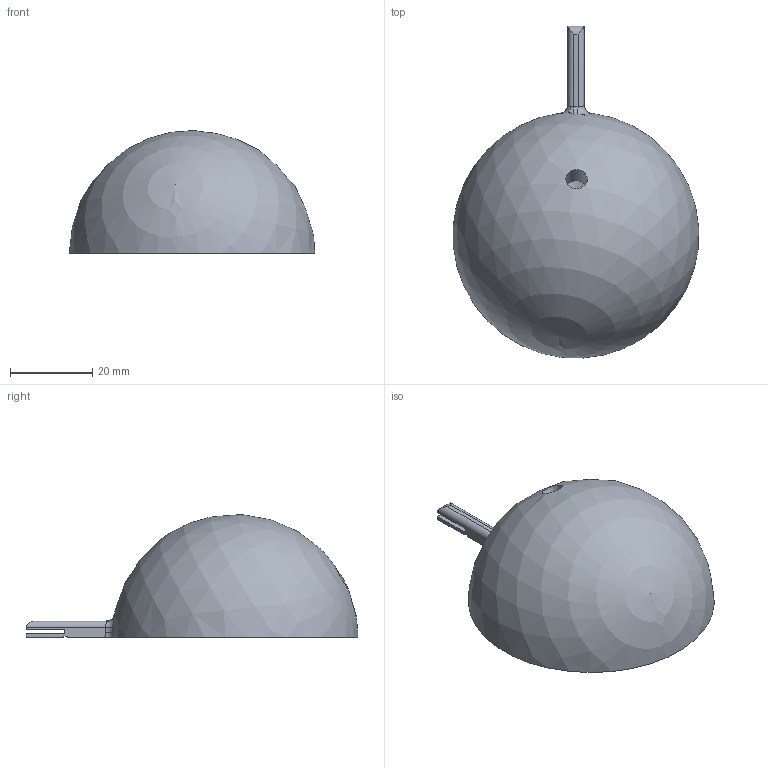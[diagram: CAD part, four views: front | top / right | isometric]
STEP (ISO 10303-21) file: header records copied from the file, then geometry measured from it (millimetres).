
FILE_DESCRIPTION(/* description */ (''),/* implementation_level */ '2;1');
FILE_NAME(/* name */ 'saturn_lower.step',/* time_stamp */ '2025-08-05T12:07:36-07:00',/* author */ (''),/* organization */ (''),/* preprocessor_version */ 'ST-DEVELOPER v20.1',/* originating_system */ 'Autodesk Translation Framework v14.10.0.0',/* authorisation */ '');
FILE_SCHEMA (('AUTOMOTIVE_DESIGN { 1 0 10303 214 3 1 1 }'));
Length unit declared in the file: millimetre
Products named in the file (1): SaturnModel-lowerhalf
Bounding box: 59.86 x 80.94 x 29.95 mm (x, y, z)
Volume: 56693.6 mm3; surface area: 8943.9 mm2
Topology: 1 solids, 1 shells, 28 faces, 87 edges, 59 vertices
Faces by surface type: plane 12, cylinder 7, cone 4, sphere 2, torus 2, bspline 1
Full cylindrical faces by diameter (mm): 5.2 x1
Entity records: 3041 total; most frequent: CARTESIAN_POINT 2283, ORIENTED_EDGE 168, DIRECTION 126, EDGE_CURVE 84, VERTEX_POINT 59, LINE 48, VECTOR 48, AXIS2_PLACEMENT_3D 39
